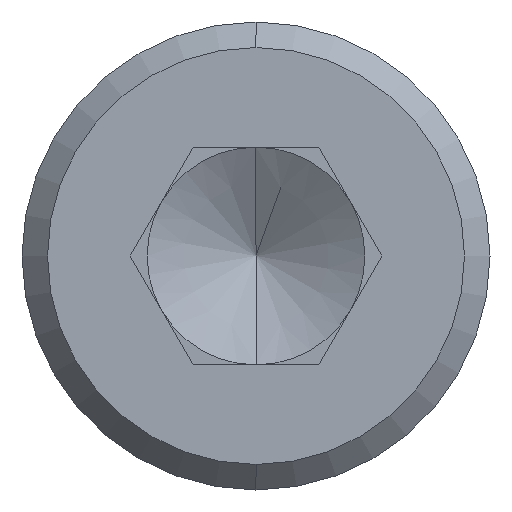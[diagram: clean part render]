
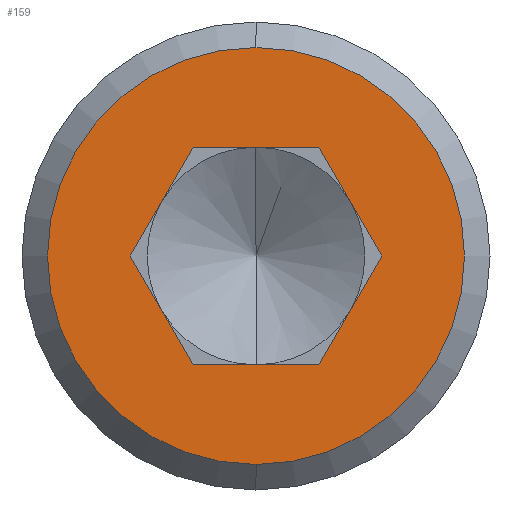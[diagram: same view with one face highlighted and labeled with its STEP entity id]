
A CAD part, left-side view. The second image highlights one B-rep face of the part: STEP entity #159.
In plain terms, the highlighted planar face has unit normal (-1, 0, 0).
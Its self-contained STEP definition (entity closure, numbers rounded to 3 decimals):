
#15 = CARTESIAN_POINT ( 'NONE',  ( 0., 0.739, -1.28 ) ) ;
#24 = LINE ( 'NONE', #15, #473 ) ;
#27 = EDGE_CURVE ( 'NONE', #675, #185, #238, .T. ) ;
#29 = CARTESIAN_POINT ( 'NONE',  ( 0., -0.739, 1.28 ) ) ;
#35 = CIRCLE ( 'NONE', #543, 2.45 ) ;
#70 = ORIENTED_EDGE ( 'NONE', *, *, #657, .T. ) ;
#73 = LINE ( 'NONE', #135, #378 ) ;
#80 = CARTESIAN_POINT ( 'NONE',  ( 0., 0., 0. ) ) ;
#91 = EDGE_CURVE ( 'NONE', #377, #656, #201, .T. ) ;
#92 = CARTESIAN_POINT ( 'NONE',  ( 0., 0., -2.45 ) ) ;
#115 = VERTEX_POINT ( 'NONE', #404 ) ;
#135 = CARTESIAN_POINT ( 'NONE',  ( 0., 1.478, 0. ) ) ;
#140 = CARTESIAN_POINT ( 'NONE',  ( 0., 0.739, 1.28 ) ) ;
#152 = CARTESIAN_POINT ( 'NONE',  ( 0., 0., 2.45 ) ) ;
#159 = ADVANCED_FACE ( 'NONE', ( #492, #736 ), #214, .T. ) ;
#164 = VERTEX_POINT ( 'NONE', #92 ) ;
#175 = ORIENTED_EDGE ( 'NONE', *, *, #27, .F. ) ;
#185 = VERTEX_POINT ( 'NONE', #140 ) ;
#199 = CARTESIAN_POINT ( 'NONE',  ( 0., -0.739, 1.28 ) ) ;
#201 = LINE ( 'NONE', #579, #612 ) ;
#214 = PLANE ( 'NONE',  #511 ) ;
#217 = VECTOR ( 'NONE', #344, 1000. ) ;
#236 = VERTEX_POINT ( 'NONE', #152 ) ;
#238 = LINE ( 'NONE', #484, #444 ) ;
#241 = CARTESIAN_POINT ( 'NONE',  ( 0., 1.478, 0. ) ) ;
#247 = DIRECTION ( 'NONE',  ( -1., 0., 0. ) ) ;
#253 = DIRECTION ( 'NONE',  ( 0., -1., 0. ) ) ;
#274 = EDGE_CURVE ( 'NONE', #675, #463, #698, .T. ) ;
#281 = CARTESIAN_POINT ( 'NONE',  ( 0., 0., 0. ) ) ;
#344 = DIRECTION ( 'NONE',  ( 0., -0.5, -0.866 ) ) ;
#349 = DIRECTION ( 'NONE',  ( -1., 0., 0. ) ) ;
#371 = DIRECTION ( 'NONE',  ( 0., -0.5, 0.866 ) ) ;
#372 = ORIENTED_EDGE ( 'NONE', *, *, #756, .T. ) ;
#377 = VERTEX_POINT ( 'NONE', #241 ) ;
#378 = VECTOR ( 'NONE', #371, 1000. ) ;
#397 = DIRECTION ( 'NONE',  ( -1., 0., 0. ) ) ;
#404 = CARTESIAN_POINT ( 'NONE',  ( 0., -0.739, -1.28 ) ) ;
#409 = CIRCLE ( 'NONE', #441, 2.45 ) ;
#429 = ORIENTED_EDGE ( 'NONE', *, *, #91, .F. ) ;
#441 = AXIS2_PLACEMENT_3D ( 'NONE', #653, #349, #596 ) ;
#444 = VECTOR ( 'NONE', #489, 1000. ) ;
#463 = VERTEX_POINT ( 'NONE', #508 ) ;
#473 = VECTOR ( 'NONE', #253, 1000. ) ;
#484 = CARTESIAN_POINT ( 'NONE',  ( 0., -0.739, 1.28 ) ) ;
#486 = EDGE_LOOP ( 'NONE', ( #536, #70 ) ) ;
#489 = DIRECTION ( 'NONE',  ( 0., 1., 0. ) ) ;
#492 = FACE_BOUND ( 'NONE', #495, .T. ) ;
#495 = EDGE_LOOP ( 'NONE', ( #372, #175, #670, #541, #570, #429 ) ) ;
#508 = CARTESIAN_POINT ( 'NONE',  ( 0., -1.478, 0. ) ) ;
#511 = AXIS2_PLACEMENT_3D ( 'NONE', #281, #397, #648 ) ;
#523 = VECTOR ( 'NONE', #689, 1000. ) ;
#536 = ORIENTED_EDGE ( 'NONE', *, *, #715, .T. ) ;
#539 = CARTESIAN_POINT ( 'NONE',  ( 0., 0.739, -1.28 ) ) ;
#541 = ORIENTED_EDGE ( 'NONE', *, *, #705, .T. ) ;
#543 = AXIS2_PLACEMENT_3D ( 'NONE', #80, #247, #560 ) ;
#560 = DIRECTION ( 'NONE',  ( 0., 0., 1. ) ) ;
#570 = ORIENTED_EDGE ( 'NONE', *, *, #731, .F. ) ;
#571 = CARTESIAN_POINT ( 'NONE',  ( 0., -1.478, 0. ) ) ;
#579 = CARTESIAN_POINT ( 'NONE',  ( 0., 1.478, 0. ) ) ;
#585 = DIRECTION ( 'NONE',  ( 0., -0.5, -0.866 ) ) ;
#596 = DIRECTION ( 'NONE',  ( 0., 0., 1. ) ) ;
#612 = VECTOR ( 'NONE', #585, 1000. ) ;
#648 = DIRECTION ( 'NONE',  ( 0., 0., 1. ) ) ;
#653 = CARTESIAN_POINT ( 'NONE',  ( 0., 0., 0. ) ) ;
#656 = VERTEX_POINT ( 'NONE', #539 ) ;
#657 = EDGE_CURVE ( 'NONE', #236, #164, #409, .T. ) ;
#670 = ORIENTED_EDGE ( 'NONE', *, *, #274, .T. ) ;
#675 = VERTEX_POINT ( 'NONE', #29 ) ;
#689 = DIRECTION ( 'NONE',  ( 0., 0.5, -0.866 ) ) ;
#698 = LINE ( 'NONE', #199, #217 ) ;
#705 = EDGE_CURVE ( 'NONE', #463, #115, #746, .T. ) ;
#715 = EDGE_CURVE ( 'NONE', #164, #236, #35, .T. ) ;
#731 = EDGE_CURVE ( 'NONE', #656, #115, #24, .T. ) ;
#736 = FACE_OUTER_BOUND ( 'NONE', #486, .T. ) ;
#746 = LINE ( 'NONE', #571, #523 ) ;
#756 = EDGE_CURVE ( 'NONE', #377, #185, #73, .T. ) ;
